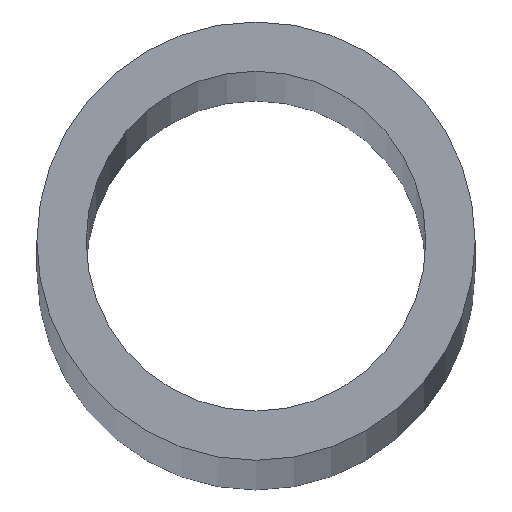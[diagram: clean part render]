
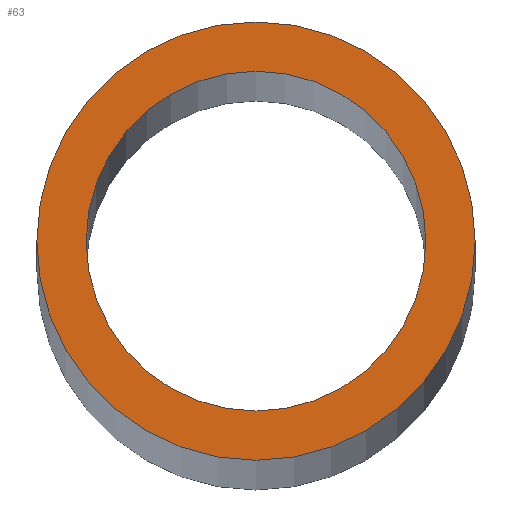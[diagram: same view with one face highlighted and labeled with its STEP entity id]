
A CAD part, top view. The second image highlights one B-rep face of the part: STEP entity #63.
In plain terms, the highlighted planar face has unit normal (0, 0, 1).
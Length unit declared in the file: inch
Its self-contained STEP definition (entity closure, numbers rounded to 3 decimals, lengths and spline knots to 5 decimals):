
#4 = FACE_OUTER_BOUND ( 'NONE', #214, .T. ) ;
#8 = CARTESIAN_POINT ( 'NONE',  ( -2.155, 0., 216. ) ) ;
#23 = DIRECTION ( 'NONE',  ( 0., 0., 1. ) ) ;
#26 = EDGE_LOOP ( 'NONE', ( #192, #76 ) ) ;
#37 = VERTEX_POINT ( 'NONE', #223 ) ;
#38 = DIRECTION ( 'NONE',  ( 0., 0., 1. ) ) ;
#46 = AXIS2_PLACEMENT_3D ( 'NONE', #248, #38, #173 ) ;
#51 = CARTESIAN_POINT ( 'NONE',  ( 2.78, 0., 216. ) ) ;
#63 = ADVANCED_FACE ( 'NONE', ( #4, #103 ), #202, .T. ) ;
#71 = EDGE_CURVE ( 'NONE', #116, #37, #193, .T. ) ;
#76 = ORIENTED_EDGE ( 'NONE', *, *, #168, .F. ) ;
#77 = AXIS2_PLACEMENT_3D ( 'NONE', #155, #115, #233 ) ;
#79 = DIRECTION ( 'NONE',  ( 1., 0., 0. ) ) ;
#80 = VERTEX_POINT ( 'NONE', #217 ) ;
#92 = DIRECTION ( 'NONE',  ( 0., 0., 1. ) ) ;
#101 = AXIS2_PLACEMENT_3D ( 'NONE', #105, #23, #219 ) ;
#103 = FACE_BOUND ( 'NONE', #26, .T. ) ;
#105 = CARTESIAN_POINT ( 'NONE',  ( 0., 0., 216. ) ) ;
#115 = DIRECTION ( 'NONE',  ( 0., 0., 1. ) ) ;
#116 = VERTEX_POINT ( 'NONE', #8 ) ;
#134 = ORIENTED_EDGE ( 'NONE', *, *, #171, .T. ) ;
#153 = CARTESIAN_POINT ( 'NONE',  ( 0., 0., 216. ) ) ;
#155 = CARTESIAN_POINT ( 'NONE',  ( 0., 0., 216. ) ) ;
#158 = VERTEX_POINT ( 'NONE', #51 ) ;
#162 = EDGE_CURVE ( 'NONE', #158, #80, #215, .T. ) ;
#168 = EDGE_CURVE ( 'NONE', #37, #116, #222, .T. ) ;
#171 = EDGE_CURVE ( 'NONE', #80, #158, #226, .T. ) ;
#173 = DIRECTION ( 'NONE',  ( 1., 0., 0. ) ) ;
#180 = ORIENTED_EDGE ( 'NONE', *, *, #162, .T. ) ;
#186 = AXIS2_PLACEMENT_3D ( 'NONE', #153, #92, #79 ) ;
#192 = ORIENTED_EDGE ( 'NONE', *, *, #71, .F. ) ;
#193 = CIRCLE ( 'NONE', #101, 2.155 ) ;
#202 = PLANE ( 'NONE',  #208 ) ;
#204 = CARTESIAN_POINT ( 'NONE',  ( 0., 0., 216. ) ) ;
#208 = AXIS2_PLACEMENT_3D ( 'NONE', #204, #242, #221 ) ;
#214 = EDGE_LOOP ( 'NONE', ( #134, #180 ) ) ;
#215 = CIRCLE ( 'NONE', #46, 2.78 ) ;
#217 = CARTESIAN_POINT ( 'NONE',  ( -2.78, 0., 216. ) ) ;
#219 = DIRECTION ( 'NONE',  ( 1., 0., 0. ) ) ;
#221 = DIRECTION ( 'NONE',  ( 1., 0., 0. ) ) ;
#222 = CIRCLE ( 'NONE', #186, 2.155 ) ;
#223 = CARTESIAN_POINT ( 'NONE',  ( 2.155, 0., 216. ) ) ;
#226 = CIRCLE ( 'NONE', #77, 2.78 ) ;
#233 = DIRECTION ( 'NONE',  ( 1., 0., 0. ) ) ;
#242 = DIRECTION ( 'NONE',  ( 0., 0., 1. ) ) ;
#248 = CARTESIAN_POINT ( 'NONE',  ( 0., 0., 216. ) ) ;
